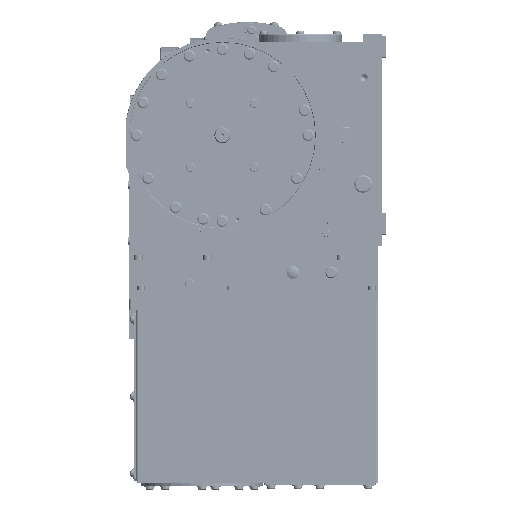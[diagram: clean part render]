
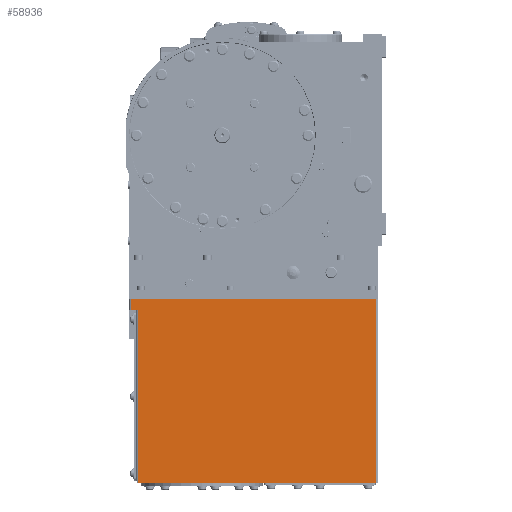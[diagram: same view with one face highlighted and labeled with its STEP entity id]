
A CAD part, left-side view. The second image highlights one B-rep face of the part: STEP entity #58936.
In plain terms, the highlighted planar face has unit normal (-1, 0, 0).
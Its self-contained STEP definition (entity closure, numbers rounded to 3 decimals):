
#2672=LINE('',#102573,#6468);
#2694=LINE('',#102703,#6490);
#2695=LINE('',#102707,#6491);
#2696=LINE('',#102710,#6492);
#2697=LINE('',#102711,#6493);
#2698=LINE('',#102712,#6494);
#6468=VECTOR('',#82890,1000.);
#6490=VECTOR('',#83010,1000.);
#6491=VECTOR('',#83015,1000.);
#6492=VECTOR('',#83016,1000.);
#6493=VECTOR('',#83017,1000.);
#6494=VECTOR('',#83018,1000.);
#10392=ORIENTED_EDGE('',*,*,#24963,.T.);
#10393=ORIENTED_EDGE('',*,*,#24964,.T.);
#10394=ORIENTED_EDGE('',*,*,#24961,.F.);
#10395=ORIENTED_EDGE('',*,*,#24965,.T.);
#10396=ORIENTED_EDGE('',*,*,#24901,.F.);
#10397=ORIENTED_EDGE('',*,*,#24966,.T.);
#24901=EDGE_CURVE('',#32187,#32188,#2672,.T.);
#24961=EDGE_CURVE('',#32246,#32247,#2694,.T.);
#24963=EDGE_CURVE('',#32248,#32249,#2695,.T.);
#24964=EDGE_CURVE('',#32249,#32247,#2696,.F.);
#24965=EDGE_CURVE('',#32246,#32188,#2697,.F.);
#24966=EDGE_CURVE('',#32187,#32248,#2698,.T.);
#32187=VERTEX_POINT('',#102572);
#32188=VERTEX_POINT('',#102574);
#32246=VERTEX_POINT('',#102702);
#32247=VERTEX_POINT('',#102704);
#32248=VERTEX_POINT('',#102708);
#32249=VERTEX_POINT('',#102709);
#41300=EDGE_LOOP('',(#10392,#10393,#10394,#10395,#10396,#10397));
#48761=FACE_BOUND('',#41300,.T.);
#56355=PLANE('',#74894);
#58936=ADVANCED_FACE('',(#48761),#56355,.F.);
#74894=AXIS2_PLACEMENT_3D('',#102706,#83013,#83014);
#82890=DIRECTION('',(0.,1.,0.));
#83010=DIRECTION('',(0.,1.,0.));
#83013=DIRECTION('',(1.,0.,0.));
#83014=DIRECTION('',(0.,-1.,0.));
#83015=DIRECTION('',(0.,1.,0.));
#83016=DIRECTION('',(0.,0.,1.));
#83017=DIRECTION('',(0.,0.,1.));
#83018=DIRECTION('',(0.,0.,1.));
#102572=CARTESIAN_POINT('',(5.419,6.,-388.));
#102573=CARTESIAN_POINT('',(5.419,4.,-388.));
#102574=CARTESIAN_POINT('',(5.419,275.,-388.));
#102702=CARTESIAN_POINT('',(5.419,275.,-192.));
#102703=CARTESIAN_POINT('',(5.419,285.,-192.));
#102704=CARTESIAN_POINT('',(5.419,283.,-192.));
#102706=CARTESIAN_POINT('',(5.419,285.,-192.));
#102707=CARTESIAN_POINT('',(5.419,285.,-180.));
#102708=CARTESIAN_POINT('',(5.419,6.,-180.));
#102709=CARTESIAN_POINT('',(5.419,283.,-180.));
#102710=CARTESIAN_POINT('',(5.419,283.,-192.));
#102711=CARTESIAN_POINT('',(5.419,275.,-192.));
#102712=CARTESIAN_POINT('',(5.419,6.,-192.));
